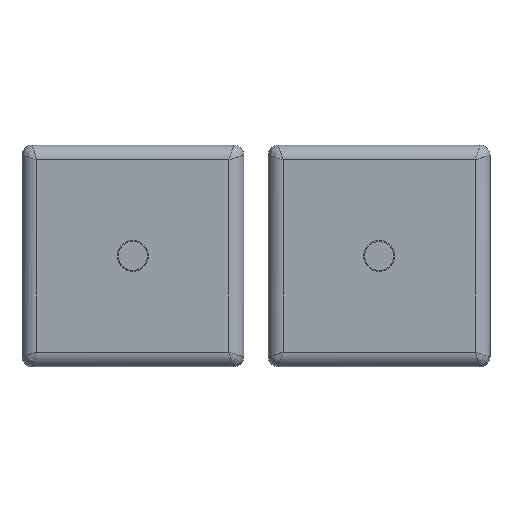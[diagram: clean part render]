
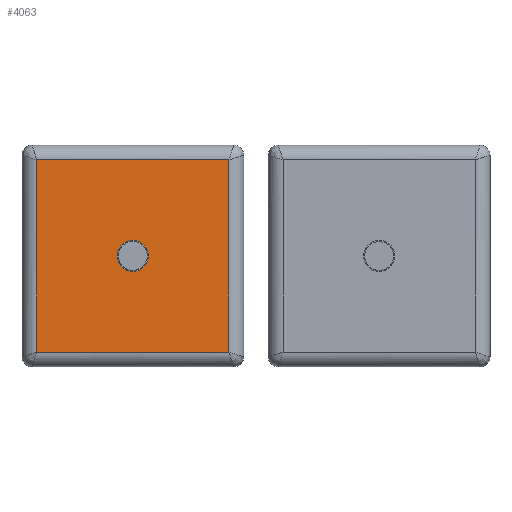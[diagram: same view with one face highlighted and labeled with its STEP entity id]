
A CAD part, top view. The second image highlights one B-rep face of the part: STEP entity #4063.
In plain terms, the highlighted planar face has unit normal (0, 0, 1).
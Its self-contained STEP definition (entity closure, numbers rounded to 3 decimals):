
#19=FACE_BOUND('',#683,.T.);
#256=PLANE('',#4426);
#426=FACE_OUTER_BOUND('',#682,.T.);
#682=EDGE_LOOP('',(#3117,#3118,#3119,#3120));
#683=EDGE_LOOP('',(#3121,#3122));
#869=CIRCLE('',#4219,3.163);
#916=CIRCLE('',#4324,3.162);
#1139=LINE('',#6404,#1436);
#1213=LINE('',#6909,#1510);
#1214=LINE('',#6911,#1511);
#1215=LINE('',#6913,#1512);
#1436=VECTOR('',#4952,10.);
#1510=VECTOR('',#5240,10.);
#1511=VECTOR('',#5243,10.);
#1512=VECTOR('',#5246,10.);
#1664=VERTEX_POINT('',#5910);
#1667=VERTEX_POINT('',#5915);
#1758=VERTEX_POINT('',#6363);
#1761=VERTEX_POINT('',#6399);
#1856=VERTEX_POINT('',#6872);
#1857=VERTEX_POINT('',#6905);
#2061=EDGE_CURVE('',#1664,#1667,#869,.T.);
#2195=EDGE_CURVE('',#1761,#1758,#1139,.T.);
#2208=EDGE_CURVE('',#1667,#1664,#916,.T.);
#2339=EDGE_CURVE('',#1856,#1857,#1213,.T.);
#2340=EDGE_CURVE('',#1857,#1761,#1214,.T.);
#2341=EDGE_CURVE('',#1758,#1856,#1215,.T.);
#3117=ORIENTED_EDGE('',*,*,#2341,.F.);
#3118=ORIENTED_EDGE('',*,*,#2195,.F.);
#3119=ORIENTED_EDGE('',*,*,#2340,.F.);
#3120=ORIENTED_EDGE('',*,*,#2339,.F.);
#3121=ORIENTED_EDGE('',*,*,#2208,.T.);
#3122=ORIENTED_EDGE('',*,*,#2061,.T.);
#4063=ADVANCED_FACE('',(#426,#19),#256,.T.);
#4219=AXIS2_PLACEMENT_3D('',#5917,#4689,#4690);
#4324=AXIS2_PLACEMENT_3D('',#6429,#4975,#4976);
#4426=AXIS2_PLACEMENT_3D('',#6914,#5247,#5248);
#4689=DIRECTION('center_axis',(0.,0.,-1.));
#4690=DIRECTION('ref_axis',(-1.,0.,0.));
#4952=DIRECTION('',(0.,-1.,0.));
#4975=DIRECTION('center_axis',(0.,0.,-1.));
#4976=DIRECTION('ref_axis',(-1.,0.,0.));
#5240=DIRECTION('',(0.,1.,0.));
#5243=DIRECTION('',(1.,0.,0.));
#5246=DIRECTION('',(-1.,0.,0.));
#5247=DIRECTION('center_axis',(0.,0.,1.));
#5248=DIRECTION('ref_axis',(0.,-1.,0.));
#5910=CARTESIAN_POINT('',(-27.5,-19.338,3.));
#5915=CARTESIAN_POINT('',(-27.5,-25.663,3.));
#5917=CARTESIAN_POINT('Origin',(-27.5,-22.5,3.));
#6363=CARTESIAN_POINT('',(-8.,-42.,3.));
#6399=CARTESIAN_POINT('',(-8.,-3.,3.));
#6404=CARTESIAN_POINT('',(-8.,-22.5,3.));
#6429=CARTESIAN_POINT('Origin',(-27.5,-22.5,3.));
#6872=CARTESIAN_POINT('',(-47.,-42.,3.));
#6905=CARTESIAN_POINT('',(-47.,-3.,3.));
#6909=CARTESIAN_POINT('',(-47.,-22.5,3.));
#6911=CARTESIAN_POINT('',(-50.,-3.,3.));
#6913=CARTESIAN_POINT('',(-50.,-42.,3.));
#6914=CARTESIAN_POINT('Origin',(-5.,-22.5,3.));
